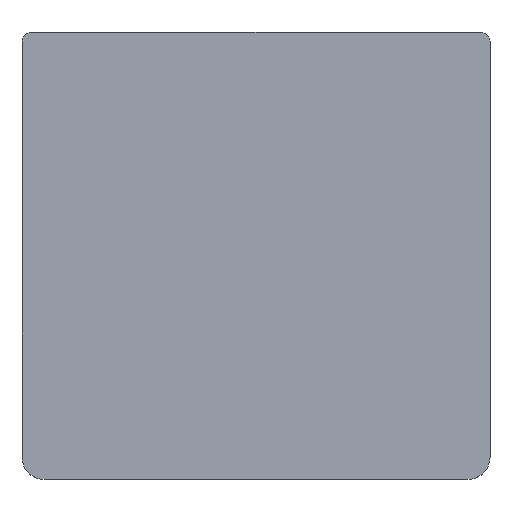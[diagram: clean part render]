
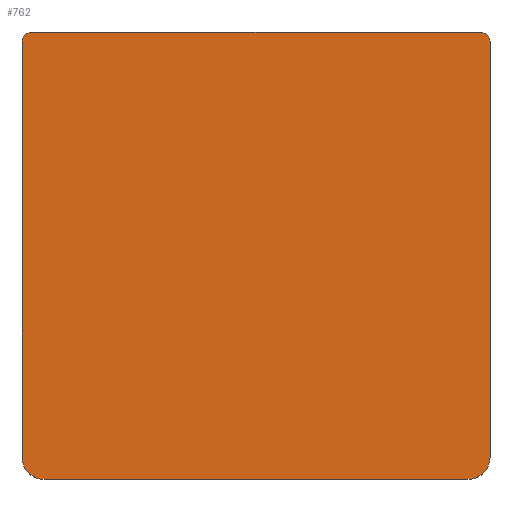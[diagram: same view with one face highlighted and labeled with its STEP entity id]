
A CAD part, top view. The second image highlights one B-rep face of the part: STEP entity #762.
In plain terms, the highlighted planar face has unit normal (0, 0, 1).
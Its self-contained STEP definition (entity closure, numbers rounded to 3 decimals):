
#48=PLANE('',#862);
#67=LINE('',#1197,#133);
#82=LINE('',#1259,#148);
#85=LINE('',#1267,#151);
#88=LINE('',#1275,#154);
#133=VECTOR('',#918,10.);
#148=VECTOR('',#991,10.);
#151=VECTOR('',#1000,10.);
#154=VECTOR('',#1009,10.);
#246=FACE_OUTER_BOUND('',#298,.T.);
#298=EDGE_LOOP('',(#687,#688,#689,#690,#691,#692,#693,#694));
#331=CIRCLE('',#828,2.);
#332=CIRCLE('',#831,5.);
#333=CIRCLE('',#834,5.);
#334=CIRCLE('',#837,2.);
#358=VERTEX_POINT('',#1194);
#359=VERTEX_POINT('',#1196);
#376=VERTEX_POINT('',#1253);
#377=VERTEX_POINT('',#1257);
#378=VERTEX_POINT('',#1261);
#379=VERTEX_POINT('',#1265);
#380=VERTEX_POINT('',#1269);
#381=VERTEX_POINT('',#1273);
#429=EDGE_CURVE('',#359,#358,#67,.T.);
#459=EDGE_CURVE('',#376,#358,#331,.T.);
#461=EDGE_CURVE('',#376,#377,#82,.T.);
#463=EDGE_CURVE('',#378,#377,#332,.T.);
#465=EDGE_CURVE('',#378,#379,#85,.T.);
#467=EDGE_CURVE('',#380,#379,#333,.T.);
#469=EDGE_CURVE('',#380,#381,#88,.T.);
#470=EDGE_CURVE('',#359,#381,#334,.T.);
#687=ORIENTED_EDGE('',*,*,#459,.F.);
#688=ORIENTED_EDGE('',*,*,#461,.T.);
#689=ORIENTED_EDGE('',*,*,#463,.F.);
#690=ORIENTED_EDGE('',*,*,#465,.T.);
#691=ORIENTED_EDGE('',*,*,#467,.F.);
#692=ORIENTED_EDGE('',*,*,#469,.T.);
#693=ORIENTED_EDGE('',*,*,#470,.F.);
#694=ORIENTED_EDGE('',*,*,#429,.T.);
#762=ADVANCED_FACE('',(#246),#48,.T.);
#828=AXIS2_PLACEMENT_3D('',#1255,#986,#987);
#831=AXIS2_PLACEMENT_3D('',#1263,#995,#996);
#834=AXIS2_PLACEMENT_3D('',#1271,#1004,#1005);
#837=AXIS2_PLACEMENT_3D('',#1277,#1012,#1013);
#862=AXIS2_PLACEMENT_3D('',#1339,#1082,#1083);
#918=DIRECTION('',(-1.,0.,0.));
#986=DIRECTION('center_axis',(0.,0.,-1.));
#987=DIRECTION('ref_axis',(-0.707,0.707,0.));
#991=DIRECTION('',(0.,-1.,0.));
#995=DIRECTION('center_axis',(0.,0.,-1.));
#996=DIRECTION('ref_axis',(-0.707,-0.707,0.));
#1000=DIRECTION('',(1.,0.,0.));
#1004=DIRECTION('center_axis',(0.,0.,-1.));
#1005=DIRECTION('ref_axis',(0.707,-0.707,0.));
#1009=DIRECTION('',(0.,1.,0.));
#1012=DIRECTION('center_axis',(0.,0.,-1.));
#1013=DIRECTION('ref_axis',(0.707,0.707,0.));
#1082=DIRECTION('center_axis',(0.,0.,1.));
#1083=DIRECTION('ref_axis',(1.,0.,0.));
#1194=CARTESIAN_POINT('',(-14.5,15.5,13.));
#1196=CARTESIAN_POINT('',(87.225,15.5,13.));
#1197=CARTESIAN_POINT('',(-16.5,15.5,13.));
#1253=CARTESIAN_POINT('',(-16.5,13.5,13.));
#1255=CARTESIAN_POINT('Origin',(-14.5,13.5,13.));
#1257=CARTESIAN_POINT('',(-16.5,-80.463,13.));
#1259=CARTESIAN_POINT('',(-16.5,-85.463,13.));
#1261=CARTESIAN_POINT('',(-11.5,-85.463,13.));
#1263=CARTESIAN_POINT('Origin',(-11.5,-80.463,13.));
#1265=CARTESIAN_POINT('',(84.225,-85.463,13.));
#1267=CARTESIAN_POINT('',(89.225,-85.463,13.));
#1269=CARTESIAN_POINT('',(89.225,-80.463,13.));
#1271=CARTESIAN_POINT('Origin',(84.225,-80.463,13.));
#1273=CARTESIAN_POINT('',(89.225,13.5,13.));
#1275=CARTESIAN_POINT('',(89.225,15.5,13.));
#1277=CARTESIAN_POINT('Origin',(87.225,13.5,13.));
#1339=CARTESIAN_POINT('Origin',(-11.5,10.5,13.));
